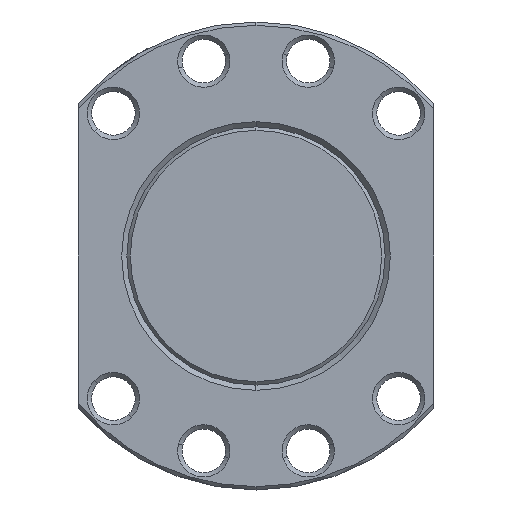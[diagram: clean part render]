
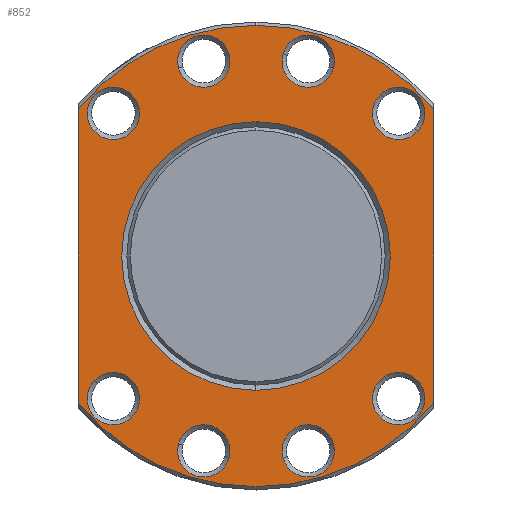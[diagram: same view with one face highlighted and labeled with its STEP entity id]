
A CAD part, left-side view. The second image highlights one B-rep face of the part: STEP entity #852.
In plain terms, the highlighted planar face has unit normal (-1, 0, 0).
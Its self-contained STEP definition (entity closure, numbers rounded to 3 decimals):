
#450=VERTEX_POINT('',#1295);
#460=EDGE_CURVE('',#970,#720,#1305,.T.);
#488=EDGE_CURVE('',#720,#970,#1336,.T.);
#510=EDGE_CURVE('',#534,#1040,#1361,.T.);
#520=VERTEX_POINT('',#1373);
#524=VERTEX_POINT('',#1377);
#528=EDGE_CURVE('',#524,#828,#1381,.T.);
#534=VERTEX_POINT('',#1387);
#554=VERTEX_POINT('',#1410);
#572=VERTEX_POINT('',#1430);
#582=EDGE_CURVE('',#662,#830,#1442,.T.);
#588=EDGE_CURVE('',#662,#672,#1448,.T.);
#614=VERTEX_POINT('',#1478);
#634=EDGE_CURVE('',#1090,#728,#1500,.T.);
#662=VERTEX_POINT('',#1530);
#672=VERTEX_POINT('',#1540);
#702=VERTEX_POINT('',#1575);
#720=VERTEX_POINT('',#1596);
#728=VERTEX_POINT('',#1604);
#772=EDGE_CURVE('',#702,#520,#1654,.T.);
#802=EDGE_CURVE('',#836,#1204,#1688,.T.);
#828=VERTEX_POINT('',#1720);
#830=VERTEX_POINT('',#1722);
#836=VERTEX_POINT('',#1729);
#852=ADVANCED_FACE('',(#1747,#1748,#1749,#1750,#1751,#1752,#1753,#1754,#1755,#1756),#1757,.T.);
#862=VERTEX_POINT('',#1767);
#872=EDGE_CURVE('',#450,#572,#1779,.T.);
#904=EDGE_CURVE('',#1204,#836,#1815,.T.);
#924=VERTEX_POINT('',#1836);
#928=EDGE_CURVE('',#828,#524,#1840,.T.);
#930=EDGE_CURVE('',#520,#672,#1842,.T.);
#956=VERTEX_POINT('',#1871);
#958=EDGE_CURVE('',#554,#1074,#1873,.T.);
#970=VERTEX_POINT('',#1887);
#1030=EDGE_CURVE('',#830,#862,#1952,.T.);
#1040=VERTEX_POINT('',#1963);
#1056=EDGE_CURVE('',#956,#1248,#1981,.T.);
#1066=EDGE_CURVE('',#1248,#956,#1992,.T.);
#1074=VERTEX_POINT('',#2003);
#1090=VERTEX_POINT('',#2021);
#1110=EDGE_CURVE('',#702,#862,#2053,.T.);
#1120=EDGE_CURVE('',#924,#614,#2064,.T.);
#1146=EDGE_CURVE('',#572,#450,#2094,.T.);
#1152=EDGE_CURVE('',#1074,#554,#2100,.T.);
#1180=EDGE_CURVE('',#1040,#534,#2129,.T.);
#1204=VERTEX_POINT('',#2153);
#1208=EDGE_CURVE('',#614,#924,#2157,.T.);
#1248=VERTEX_POINT('',#2202);
#1254=EDGE_CURVE('',#728,#1090,#2209,.T.);
#1295=CARTESIAN_POINT('',(440.0,-49.922,38.467));
#1305=CIRCLE('',#2261,8.1);
#1336=CIRCLE('',#2314,8.1);
#1361=CIRCLE('',#2347,8.1);
#1373=CARTESIAN_POINT('',(440.0,0.,-71.452));
#1377=CARTESIAN_POINT('',(440.0,-24.,58.274));
#1381=CIRCLE('',#2372,8.1);
#1387=CARTESIAN_POINT('',(440.0,38.467,-49.922));
#1410=CARTESIAN_POINT('',(440.0,-38.467,-49.922));
#1430=CARTESIAN_POINT('',(440.0,-38.467,49.922));
#1442=CIRCLE('',#2459,71.452);
#1448=LINE('',#2466,#2467);
#1478=CARTESIAN_POINT('',(440.0,49.922,38.467));
#1500=CIRCLE('',#2545,41.6);
#1530=CARTESIAN_POINT('',(440.0,55.0,45.611));
#1540=CARTESIAN_POINT('',(440.0,55.0,-45.611));
#1575=CARTESIAN_POINT('',(440.0,-55.0,-45.611));
#1596=CARTESIAN_POINT('',(440.0,24.,58.274));
#1604=CARTESIAN_POINT('',(440.0,0.0,41.6));
#1654=CIRCLE('',#2801,71.452);
#1688=CIRCLE('',#2848,8.1);
#1720=CARTESIAN_POINT('',(440.0,-8.352,62.467));
#1722=CARTESIAN_POINT('',(440.0,0.,71.452));
#1729=CARTESIAN_POINT('',(440.0,24.,-58.274));
#1747=FACE_BOUND('',#2920,.T.);
#1748=FACE_OUTER_BOUND('',#2921,.T.);
#1749=FACE_BOUND('',#2922,.T.);
#1750=FACE_BOUND('',#2923,.T.);
#1751=FACE_BOUND('',#2924,.T.);
#1752=FACE_BOUND('',#2925,.T.);
#1753=FACE_BOUND('',#2926,.T.);
#1754=FACE_BOUND('',#2927,.T.);
#1755=FACE_BOUND('',#2928,.T.);
#1756=FACE_BOUND('',#2929,.T.);
#1757=PLANE('',#2930);
#1767=CARTESIAN_POINT('',(440.0,-55.0,45.611));
#1779=CIRCLE('',#2956,8.1);
#1815=CIRCLE('',#3002,8.1);
#1836=CARTESIAN_POINT('',(440.0,38.467,49.922));
#1840=CIRCLE('',#3036,8.1);
#1842=CIRCLE('',#3039,71.452);
#1871=CARTESIAN_POINT('',(440.0,-24.,-58.274));
#1873=CIRCLE('',#3082,8.1);
#1887=CARTESIAN_POINT('',(440.0,8.352,62.467));
#1952=CIRCLE('',#3217,71.452);
#1963=CARTESIAN_POINT('',(440.0,49.922,-38.467));
#1981=CIRCLE('',#3256,8.1);
#1992=CIRCLE('',#3270,8.1);
#2003=CARTESIAN_POINT('',(440.0,-49.922,-38.467));
#2021=CARTESIAN_POINT('',(440.0,0.,-41.6));
#2053=LINE('',#3341,#3342);
#2064=CIRCLE('',#3356,8.1);
#2094=CIRCLE('',#3408,8.1);
#2100=CIRCLE('',#3417,8.1);
#2129=CIRCLE('',#3459,8.1);
#2153=CARTESIAN_POINT('',(440.0,8.352,-62.467));
#2157=CIRCLE('',#3503,8.1);
#2202=CARTESIAN_POINT('',(440.0,-8.352,-62.467));
#2209=CIRCLE('',#3570,41.6);
#2261=AXIS2_PLACEMENT_3D('',#3605,#3606,#3607);
#2314=AXIS2_PLACEMENT_3D('',#3650,#3651,#3652);
#2347=AXIS2_PLACEMENT_3D('',#3686,#3687,#3688);
#2372=AXIS2_PLACEMENT_3D('',#3712,#3713,#3714);
#2459=AXIS2_PLACEMENT_3D('',#3791,#3792,#3793);
#2466=CARTESIAN_POINT('',(440.0,55.0,17.863));
#2467=VECTOR('',#3794,1.0);
#2545=AXIS2_PLACEMENT_3D('',#3858,#3859,#3860);
#2801=AXIS2_PLACEMENT_3D('',#4029,#4030,#4031);
#2848=AXIS2_PLACEMENT_3D('',#4079,#4080,#4081);
#2920=EDGE_LOOP('',(#4178,#4179));
#2921=EDGE_LOOP('',(#4180,#4181,#4182,#4183,#4184,#4185));
#2922=EDGE_LOOP('',(#4186,#4187));
#2923=EDGE_LOOP('',(#4188,#4189));
#2924=EDGE_LOOP('',(#4190,#4191));
#2925=EDGE_LOOP('',(#4192,#4193));
#2926=EDGE_LOOP('',(#4194,#4195));
#2927=EDGE_LOOP('',(#4196,#4197));
#2928=EDGE_LOOP('',(#4198,#4199));
#2929=EDGE_LOOP('',(#4200,#4201));
#2930=AXIS2_PLACEMENT_3D('',#4202,#4203,#4204);
#2956=AXIS2_PLACEMENT_3D('',#4225,#4226,#4227);
#3002=AXIS2_PLACEMENT_3D('',#4273,#4274,#4275);
#3036=AXIS2_PLACEMENT_3D('',#4298,#4299,#4300);
#3039=AXIS2_PLACEMENT_3D('',#4301,#4302,#4303);
#3082=AXIS2_PLACEMENT_3D('',#4350,#4351,#4352);
#3217=AXIS2_PLACEMENT_3D('',#4439,#4440,#4441);
#3256=AXIS2_PLACEMENT_3D('',#4478,#4479,#4480);
#3270=AXIS2_PLACEMENT_3D('',#4490,#4491,#4492);
#3341=CARTESIAN_POINT('',(440.0,-55.0,17.863));
#3342=VECTOR('',#4581,1.0);
#3356=AXIS2_PLACEMENT_3D('',#4596,#4597,#4598);
#3408=AXIS2_PLACEMENT_3D('',#4637,#4638,#4639);
#3417=AXIS2_PLACEMENT_3D('',#4641,#4642,#4643);
#3459=AXIS2_PLACEMENT_3D('',#4668,#4669,#4670);
#3503=AXIS2_PLACEMENT_3D('',#4686,#4687,#4688);
#3570=AXIS2_PLACEMENT_3D('',#4753,#4754,#4755);
#3605=CARTESIAN_POINT('',(440.0,16.176,60.37));
#3606=DIRECTION('',(1.0,0.,0.));
#3607=DIRECTION('',(0.,0.966,-0.259));
#3650=CARTESIAN_POINT('',(440.0,16.176,60.37));
#3651=DIRECTION('',(1.0,0.,0.));
#3652=DIRECTION('',(0.,0.966,-0.259));
#3686=CARTESIAN_POINT('',(440.0,44.194,-44.194));
#3687=DIRECTION('',(1.0,0.0,0.));
#3688=DIRECTION('',(0.,-0.707,-0.707));
#3712=CARTESIAN_POINT('',(440.0,-16.176,60.37));
#3713=DIRECTION('',(1.0,0.0,0.));
#3714=DIRECTION('',(0.,0.966,0.259));
#3791=CARTESIAN_POINT('',(440.0,0.0,0.0));
#3792=DIRECTION('',(1.0,0.0,-0.0));
#3793=DIRECTION('',(0.0,0.0,1.0));
#3794=DIRECTION('',(0.,0.0,-1.0));
#3858=CARTESIAN_POINT('',(440.0,0.0,0.0));
#3859=DIRECTION('',(1.0,0.0,0.));
#3860=DIRECTION('',(0.,0.0,1.0));
#4029=CARTESIAN_POINT('',(440.0,0.0,0.0));
#4030=DIRECTION('',(1.0,0.0,-0.0));
#4031=DIRECTION('',(0.0,0.0,1.0));
#4079=CARTESIAN_POINT('',(440.0,16.176,-60.37));
#4080=DIRECTION('',(1.0,0.0,0.));
#4081=DIRECTION('',(0.,-0.966,-0.259));
#4178=ORIENTED_EDGE('',*,*,#1254,.T.);
#4179=ORIENTED_EDGE('',*,*,#634,.T.);
#4180=ORIENTED_EDGE('',*,*,#588,.T.);
#4181=ORIENTED_EDGE('',*,*,#930,.F.);
#4182=ORIENTED_EDGE('',*,*,#772,.F.);
#4183=ORIENTED_EDGE('',*,*,#1110,.T.);
#4184=ORIENTED_EDGE('',*,*,#1030,.F.);
#4185=ORIENTED_EDGE('',*,*,#582,.F.);
#4186=ORIENTED_EDGE('',*,*,#1152,.T.);
#4187=ORIENTED_EDGE('',*,*,#958,.T.);
#4188=ORIENTED_EDGE('',*,*,#1056,.T.);
#4189=ORIENTED_EDGE('',*,*,#1066,.T.);
#4190=ORIENTED_EDGE('',*,*,#904,.T.);
#4191=ORIENTED_EDGE('',*,*,#802,.T.);
#4192=ORIENTED_EDGE('',*,*,#510,.T.);
#4193=ORIENTED_EDGE('',*,*,#1180,.T.);
#4194=ORIENTED_EDGE('',*,*,#1208,.T.);
#4195=ORIENTED_EDGE('',*,*,#1120,.T.);
#4196=ORIENTED_EDGE('',*,*,#488,.T.);
#4197=ORIENTED_EDGE('',*,*,#460,.T.);
#4198=ORIENTED_EDGE('',*,*,#928,.T.);
#4199=ORIENTED_EDGE('',*,*,#528,.T.);
#4200=ORIENTED_EDGE('',*,*,#1146,.T.);
#4201=ORIENTED_EDGE('',*,*,#872,.T.);
#4202=CARTESIAN_POINT('',(440.0,0.0,35.726));
#4203=DIRECTION('',(-1.0,0.0,0.));
#4204=DIRECTION('',(0.,0.0,-1.0));
#4225=CARTESIAN_POINT('',(440.0,-44.194,44.194));
#4226=DIRECTION('',(1.0,0.0,0.));
#4227=DIRECTION('',(0.,0.707,0.707));
#4273=CARTESIAN_POINT('',(440.0,16.176,-60.37));
#4274=DIRECTION('',(1.0,0.0,0.));
#4275=DIRECTION('',(0.,-0.966,-0.259));
#4298=CARTESIAN_POINT('',(440.0,-16.176,60.37));
#4299=DIRECTION('',(1.0,0.0,0.));
#4300=DIRECTION('',(0.,0.966,0.259));
#4301=CARTESIAN_POINT('',(440.0,0.0,0.0));
#4302=DIRECTION('',(1.0,0.0,-0.0));
#4303=DIRECTION('',(0.0,0.0,1.0));
#4350=CARTESIAN_POINT('',(440.0,-44.194,-44.194));
#4351=DIRECTION('',(1.0,0.0,0.));
#4352=DIRECTION('',(0.,-0.707,0.707));
#4439=CARTESIAN_POINT('',(440.0,0.0,0.0));
#4440=DIRECTION('',(1.0,0.0,-0.0));
#4441=DIRECTION('',(0.0,0.0,1.0));
#4478=CARTESIAN_POINT('',(440.0,-16.176,-60.37));
#4479=DIRECTION('',(1.0,0.,0.));
#4480=DIRECTION('',(0.,-0.966,0.259));
#4490=CARTESIAN_POINT('',(440.0,-16.176,-60.37));
#4491=DIRECTION('',(1.0,0.,0.));
#4492=DIRECTION('',(0.,-0.966,0.259));
#4581=DIRECTION('',(0.,0.0,1.0));
#4596=CARTESIAN_POINT('',(440.0,44.194,44.194));
#4597=DIRECTION('',(1.0,0.0,0.));
#4598=DIRECTION('',(0.,0.707,-0.707));
#4637=CARTESIAN_POINT('',(440.0,-44.194,44.194));
#4638=DIRECTION('',(1.0,0.0,0.));
#4639=DIRECTION('',(0.,0.707,0.707));
#4641=CARTESIAN_POINT('',(440.0,-44.194,-44.194));
#4642=DIRECTION('',(1.0,0.0,0.));
#4643=DIRECTION('',(0.,-0.707,0.707));
#4668=CARTESIAN_POINT('',(440.0,44.194,-44.194));
#4669=DIRECTION('',(1.0,0.0,0.));
#4670=DIRECTION('',(0.,-0.707,-0.707));
#4686=CARTESIAN_POINT('',(440.0,44.194,44.194));
#4687=DIRECTION('',(1.0,0.0,0.));
#4688=DIRECTION('',(0.,0.707,-0.707));
#4753=CARTESIAN_POINT('',(440.0,0.0,0.0));
#4754=DIRECTION('',(1.0,0.0,0.));
#4755=DIRECTION('',(0.,0.0,1.0));
